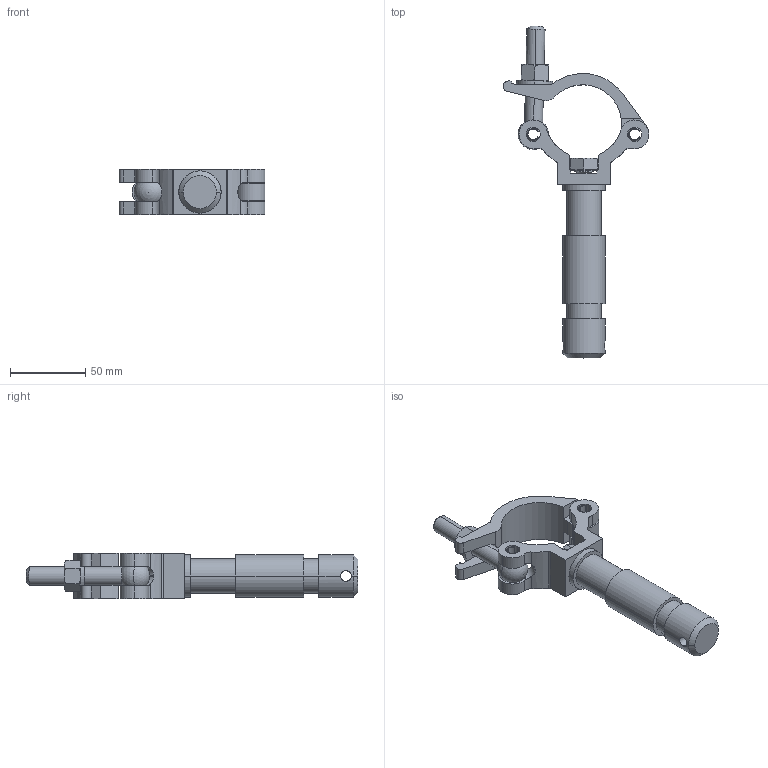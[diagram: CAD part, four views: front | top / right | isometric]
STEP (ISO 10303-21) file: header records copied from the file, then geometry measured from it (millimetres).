
FILE_DESCRIPTION (( 'STEP AP203' ), '1' );
FILE_NAME ('T58087.STEP', '2018-08-08T10:40:15', ( '' ), ( '' ), 'SwSTEP 2.0', 'SolidWorks 2016', '' );
FILE_SCHEMA (( 'CONFIG_CONTROL_DESIGN' ));
Length unit declared in the file: millimetre
Products named in the file (13): Hex Nut Style 1 GradeAB_Doughty Fastners_Hexagon Nut ISO - 4032 - M12 - D - S; Hex Bolt_ISO 4016 - M12 x 45 x 45-WS; F791; T74303_Bolt Spaced 9.5mm; TH640_TH642; T58087; TH1247; TH2006_TH2006 - 30MM WIDE; TH2005_TH2005 - 30MM WIDE; TH566; A Washer_Bright washer BS 4320 - M12 (Form A); T78005; TH257_TH384
Assembly tree (13 placements, depth 3):
  T58087
    TH640_TH642
      TH2006_TH2006 - 30MM WIDE
    TH257_TH384
      TH2005_TH2005 - 30MM WIDE
    F791  x2
    T78005
      TH566
      A Washer_Bright washer BS 4320 - M12 (Form A)
      Hex Nut Style 1 GradeAB_Doughty Fastners_Hexagon Nut ISO - 4032 - M12 - D - S
    T74303_Bolt Spaced 9.5mm
      TH1247
      Hex Bolt_ISO 4016 - M12 x 45 x 45-WS
Bounding box: 96.7 x 219.95 x 29.9 mm (x, y, z)
Volume: 127731.1 mm3; surface area: 46033.7 mm2
Topology: 9 solids, 9 shells, 411 faces, 1027 edges, 635 vertices
Faces by surface type: cone 174, cylinder 160, plane 74, sphere 3
Entity records: 13699 total; most frequent: CARTESIAN_POINT 2522, DIRECTION 2268, ORIENTED_EDGE 1968, EDGE_CURVE 984, AXIS2_PLACEMENT_3D 929, VERTEX_POINT 609, CIRCLE 514, EDGE_LOOP 419
